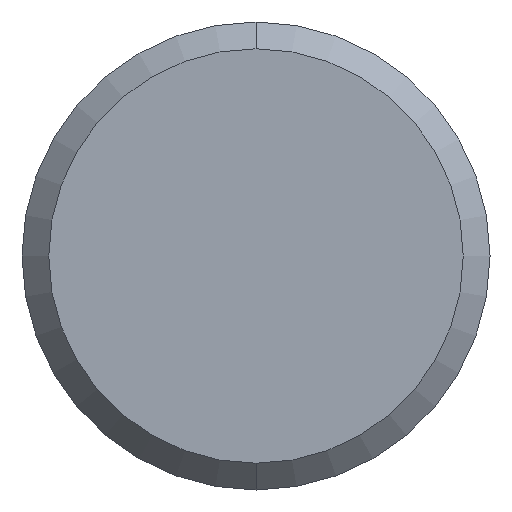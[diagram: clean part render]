
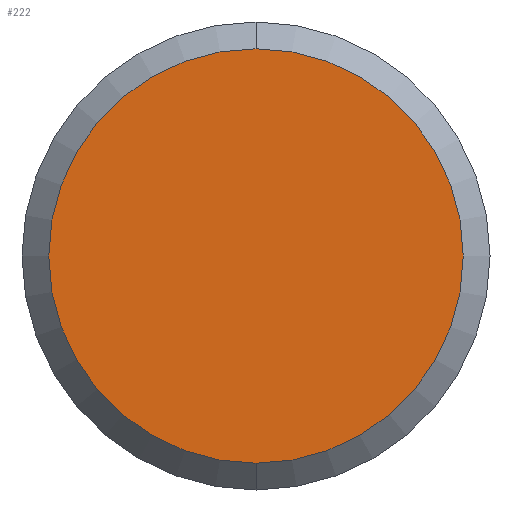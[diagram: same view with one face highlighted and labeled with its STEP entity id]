
A CAD part, front view. The second image highlights one B-rep face of the part: STEP entity #222.
In plain terms, the highlighted planar face has unit normal (0, -1, 0).
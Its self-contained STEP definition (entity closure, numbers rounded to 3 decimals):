
#21 = DIRECTION ( 'NONE',  ( 0., -1., 0. ) ) ;
#24 = DIRECTION ( 'NONE',  ( 0., 0., 1. ) ) ;
#35 = AXIS2_PLACEMENT_3D ( 'NONE', #235, #189, #170 ) ;
#39 = CARTESIAN_POINT ( 'NONE',  ( 0., 0., -1.55 ) ) ;
#67 = ORIENTED_EDGE ( 'NONE', *, *, #259, .T. ) ;
#68 = ORIENTED_EDGE ( 'NONE', *, *, #194, .T. ) ;
#91 = CIRCLE ( 'NONE', #250, 1.55 ) ;
#97 = CARTESIAN_POINT ( 'NONE',  ( 0., 0., 1.55 ) ) ;
#101 = FACE_OUTER_BOUND ( 'NONE', #269, .T. ) ;
#107 = AXIS2_PLACEMENT_3D ( 'NONE', #253, #142, #252 ) ;
#115 = VERTEX_POINT ( 'NONE', #97 ) ;
#142 = DIRECTION ( 'NONE',  ( 0., -1., 0. ) ) ;
#143 = CARTESIAN_POINT ( 'NONE',  ( 0., 0., 0. ) ) ;
#170 = DIRECTION ( 'NONE',  ( 0., 0., 1. ) ) ;
#189 = DIRECTION ( 'NONE',  ( 0., 1., 0. ) ) ;
#192 = CIRCLE ( 'NONE', #107, 1.55 ) ;
#194 = EDGE_CURVE ( 'NONE', #115, #220, #91, .T. ) ;
#220 = VERTEX_POINT ( 'NONE', #39 ) ;
#222 = ADVANCED_FACE ( 'NONE', ( #101 ), #271, .F. ) ;
#235 = CARTESIAN_POINT ( 'NONE',  ( 0., 0., 0. ) ) ;
#250 = AXIS2_PLACEMENT_3D ( 'NONE', #143, #21, #24 ) ;
#252 = DIRECTION ( 'NONE',  ( 0., 0., 1. ) ) ;
#253 = CARTESIAN_POINT ( 'NONE',  ( 0., 0., 0. ) ) ;
#259 = EDGE_CURVE ( 'NONE', #220, #115, #192, .T. ) ;
#269 = EDGE_LOOP ( 'NONE', ( #68, #67 ) ) ;
#271 = PLANE ( 'NONE',  #35 ) ;
